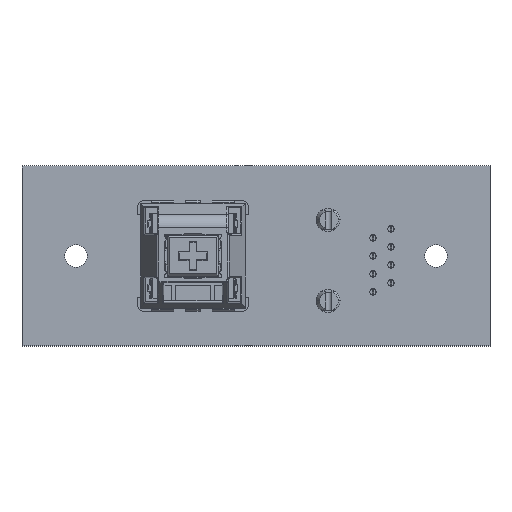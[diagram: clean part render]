
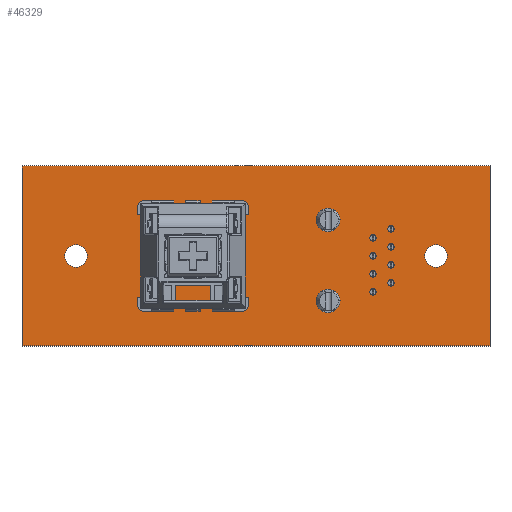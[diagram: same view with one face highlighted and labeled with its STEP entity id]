
A CAD part, top view. The second image highlights one B-rep face of the part: STEP entity #46329.
In plain terms, the highlighted planar face has unit normal (0, 0, 1).
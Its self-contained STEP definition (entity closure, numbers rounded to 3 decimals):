
#46030 = VERTEX_POINT('',#46031);
#46031 = CARTESIAN_POINT('',(185.42,-76.2,1.51));
#46037 = EDGE_CURVE('',#46030,#46038,#46040,.T.);
#46038 = VERTEX_POINT('',#46039);
#46039 = CARTESIAN_POINT('',(119.38,-76.2,1.51));
#46040 = LINE('',#46041,#46042);
#46041 = CARTESIAN_POINT('',(185.42,-76.2,1.51));
#46042 = VECTOR('',#46043,1.);
#46043 = DIRECTION('',(-1.,0.,0.));
#46070 = VERTEX_POINT('',#46071);
#46071 = CARTESIAN_POINT('',(185.42,-50.8,1.51));
#46077 = EDGE_CURVE('',#46070,#46030,#46078,.T.);
#46078 = LINE('',#46079,#46080);
#46079 = CARTESIAN_POINT('',(185.42,-50.8,1.51));
#46080 = VECTOR('',#46081,1.);
#46081 = DIRECTION('',(0.,-1.,0.));
#46099 = EDGE_CURVE('',#46038,#46100,#46102,.T.);
#46100 = VERTEX_POINT('',#46101);
#46101 = CARTESIAN_POINT('',(119.38,-50.8,1.51));
#46102 = LINE('',#46103,#46104);
#46103 = CARTESIAN_POINT('',(119.38,-76.2,1.51));
#46104 = VECTOR('',#46105,1.);
#46105 = DIRECTION('',(0.,1.,0.));
#46329 = ADVANCED_FACE('',(#46330,#46341,#46352,#46363,#46374,#46385,
    #46396,#46407,#46418,#46429,#46440,#46451,#46462,#46473,#46484,
    #46495,#46506,#46517),#46528,.T.);
#46330 = FACE_BOUND('',#46331,.T.);
#46331 = EDGE_LOOP('',(#46332,#46333,#46334,#46340));
#46332 = ORIENTED_EDGE('',*,*,#46037,.F.);
#46333 = ORIENTED_EDGE('',*,*,#46077,.F.);
#46334 = ORIENTED_EDGE('',*,*,#46335,.F.);
#46335 = EDGE_CURVE('',#46100,#46070,#46336,.T.);
#46336 = LINE('',#46337,#46338);
#46337 = CARTESIAN_POINT('',(119.38,-50.8,1.51));
#46338 = VECTOR('',#46339,1.);
#46339 = DIRECTION('',(1.,0.,0.));
#46340 = ORIENTED_EDGE('',*,*,#46099,.F.);
#46341 = FACE_BOUND('',#46342,.T.);
#46342 = EDGE_LOOP('',(#46343));
#46343 = ORIENTED_EDGE('',*,*,#46344,.T.);
#46344 = EDGE_CURVE('',#46345,#46345,#46347,.T.);
#46345 = VERTEX_POINT('',#46346);
#46346 = CARTESIAN_POINT('',(162.56,-71.5,1.51));
#46347 = CIRCLE('',#46348,1.65);
#46348 = AXIS2_PLACEMENT_3D('',#46349,#46350,#46351);
#46349 = CARTESIAN_POINT('',(162.56,-69.85,1.51));
#46350 = DIRECTION('',(-0.,0.,-1.));
#46351 = DIRECTION('',(-0.,-1.,0.));
#46352 = FACE_BOUND('',#46353,.T.);
#46353 = EDGE_LOOP('',(#46354));
#46354 = ORIENTED_EDGE('',*,*,#46355,.T.);
#46355 = EDGE_CURVE('',#46356,#46356,#46358,.T.);
#46356 = VERTEX_POINT('',#46357);
#46357 = CARTESIAN_POINT('',(168.91,-69.03,1.51));
#46358 = CIRCLE('',#46359,0.45);
#46359 = AXIS2_PLACEMENT_3D('',#46360,#46361,#46362);
#46360 = CARTESIAN_POINT('',(168.91,-68.58,1.51));
#46361 = DIRECTION('',(-0.,0.,-1.));
#46362 = DIRECTION('',(0.,-1.,0.));
#46363 = FACE_BOUND('',#46364,.T.);
#46364 = EDGE_LOOP('',(#46365));
#46365 = ORIENTED_EDGE('',*,*,#46366,.T.);
#46366 = EDGE_CURVE('',#46367,#46367,#46369,.T.);
#46367 = VERTEX_POINT('',#46368);
#46368 = CARTESIAN_POINT('',(171.45,-67.76,1.51));
#46369 = CIRCLE('',#46370,0.45);
#46370 = AXIS2_PLACEMENT_3D('',#46371,#46372,#46373);
#46371 = CARTESIAN_POINT('',(171.45,-67.31,1.51));
#46372 = DIRECTION('',(-0.,0.,-1.));
#46373 = DIRECTION('',(-0.,-1.,0.));
#46374 = FACE_BOUND('',#46375,.T.);
#46375 = EDGE_LOOP('',(#46376));
#46376 = ORIENTED_EDGE('',*,*,#46377,.T.);
#46377 = EDGE_CURVE('',#46378,#46378,#46380,.T.);
#46378 = VERTEX_POINT('',#46379);
#46379 = CARTESIAN_POINT('',(168.91,-66.49,1.51));
#46380 = CIRCLE('',#46381,0.45);
#46381 = AXIS2_PLACEMENT_3D('',#46382,#46383,#46384);
#46382 = CARTESIAN_POINT('',(168.91,-66.04,1.51));
#46383 = DIRECTION('',(-0.,0.,-1.));
#46384 = DIRECTION('',(0.,-1.,0.));
#46385 = FACE_BOUND('',#46386,.T.);
#46386 = EDGE_LOOP('',(#46387));
#46387 = ORIENTED_EDGE('',*,*,#46388,.T.);
#46388 = EDGE_CURVE('',#46389,#46389,#46391,.T.);
#46389 = VERTEX_POINT('',#46390);
#46390 = CARTESIAN_POINT('',(171.45,-65.22,1.51));
#46391 = CIRCLE('',#46392,0.45);
#46392 = AXIS2_PLACEMENT_3D('',#46393,#46394,#46395);
#46393 = CARTESIAN_POINT('',(171.45,-64.77,1.51));
#46394 = DIRECTION('',(-0.,0.,-1.));
#46395 = DIRECTION('',(-0.,-1.,0.));
#46396 = FACE_BOUND('',#46397,.T.);
#46397 = EDGE_LOOP('',(#46398));
#46398 = ORIENTED_EDGE('',*,*,#46399,.T.);
#46399 = EDGE_CURVE('',#46400,#46400,#46402,.T.);
#46400 = VERTEX_POINT('',#46401);
#46401 = CARTESIAN_POINT('',(127.,-65.1,1.51));
#46402 = CIRCLE('',#46403,1.6);
#46403 = AXIS2_PLACEMENT_3D('',#46404,#46405,#46406);
#46404 = CARTESIAN_POINT('',(127.,-63.5,1.51));
#46405 = DIRECTION('',(-0.,0.,-1.));
#46406 = DIRECTION('',(-0.,-1.,0.));
#46407 = FACE_BOUND('',#46408,.T.);
#46408 = EDGE_LOOP('',(#46409));
#46409 = ORIENTED_EDGE('',*,*,#46410,.T.);
#46410 = EDGE_CURVE('',#46411,#46411,#46413,.T.);
#46411 = VERTEX_POINT('',#46412);
#46412 = CARTESIAN_POINT('',(138.43,-64.375,1.51));
#46413 = CIRCLE('',#46414,0.875);
#46414 = AXIS2_PLACEMENT_3D('',#46415,#46416,#46417);
#46415 = CARTESIAN_POINT('',(138.43,-63.5,1.51));
#46416 = DIRECTION('',(-0.,0.,-1.));
#46417 = DIRECTION('',(-0.,-1.,0.));
#46418 = FACE_BOUND('',#46419,.T.);
#46419 = EDGE_LOOP('',(#46420));
#46420 = ORIENTED_EDGE('',*,*,#46421,.T.);
#46421 = EDGE_CURVE('',#46422,#46422,#46424,.T.);
#46422 = VERTEX_POINT('',#46423);
#46423 = CARTESIAN_POINT('',(143.51,-65.5,1.51));
#46424 = CIRCLE('',#46425,2.);
#46425 = AXIS2_PLACEMENT_3D('',#46426,#46427,#46428);
#46426 = CARTESIAN_POINT('',(143.51,-63.5,1.51));
#46427 = DIRECTION('',(-0.,0.,-1.));
#46428 = DIRECTION('',(-0.,-1.,0.));
#46429 = FACE_BOUND('',#46430,.T.);
#46430 = EDGE_LOOP('',(#46431));
#46431 = ORIENTED_EDGE('',*,*,#46432,.T.);
#46432 = EDGE_CURVE('',#46433,#46433,#46435,.T.);
#46433 = VERTEX_POINT('',#46434);
#46434 = CARTESIAN_POINT('',(148.59,-64.375,1.51));
#46435 = CIRCLE('',#46436,0.875);
#46436 = AXIS2_PLACEMENT_3D('',#46437,#46438,#46439);
#46437 = CARTESIAN_POINT('',(148.59,-63.5,1.51));
#46438 = DIRECTION('',(-0.,0.,-1.));
#46439 = DIRECTION('',(-0.,-1.,0.));
#46440 = FACE_BOUND('',#46441,.T.);
#46441 = EDGE_LOOP('',(#46442));
#46442 = ORIENTED_EDGE('',*,*,#46443,.T.);
#46443 = EDGE_CURVE('',#46444,#46444,#46446,.T.);
#46444 = VERTEX_POINT('',#46445);
#46445 = CARTESIAN_POINT('',(139.7,-61.71,1.51));
#46446 = CIRCLE('',#46447,0.75);
#46447 = AXIS2_PLACEMENT_3D('',#46448,#46449,#46450);
#46448 = CARTESIAN_POINT('',(139.7,-60.96,1.51));
#46449 = DIRECTION('',(-0.,0.,-1.));
#46450 = DIRECTION('',(-0.,-1.,0.));
#46451 = FACE_BOUND('',#46452,.T.);
#46452 = EDGE_LOOP('',(#46453));
#46453 = ORIENTED_EDGE('',*,*,#46454,.T.);
#46454 = EDGE_CURVE('',#46455,#46455,#46457,.T.);
#46455 = VERTEX_POINT('',#46456);
#46456 = CARTESIAN_POINT('',(146.05,-59.17,1.51));
#46457 = CIRCLE('',#46458,0.75);
#46458 = AXIS2_PLACEMENT_3D('',#46459,#46460,#46461);
#46459 = CARTESIAN_POINT('',(146.05,-58.42,1.51));
#46460 = DIRECTION('',(-0.,0.,-1.));
#46461 = DIRECTION('',(-0.,-1.,0.));
#46462 = FACE_BOUND('',#46463,.T.);
#46463 = EDGE_LOOP('',(#46464));
#46464 = ORIENTED_EDGE('',*,*,#46465,.T.);
#46465 = EDGE_CURVE('',#46466,#46466,#46468,.T.);
#46466 = VERTEX_POINT('',#46467);
#46467 = CARTESIAN_POINT('',(168.91,-63.95,1.51));
#46468 = CIRCLE('',#46469,0.45);
#46469 = AXIS2_PLACEMENT_3D('',#46470,#46471,#46472);
#46470 = CARTESIAN_POINT('',(168.91,-63.5,1.51));
#46471 = DIRECTION('',(-0.,0.,-1.));
#46472 = DIRECTION('',(0.,-1.,0.));
#46473 = FACE_BOUND('',#46474,.T.);
#46474 = EDGE_LOOP('',(#46475));
#46475 = ORIENTED_EDGE('',*,*,#46476,.T.);
#46476 = EDGE_CURVE('',#46477,#46477,#46479,.T.);
#46477 = VERTEX_POINT('',#46478);
#46478 = CARTESIAN_POINT('',(177.8,-65.1,1.51));
#46479 = CIRCLE('',#46480,1.6);
#46480 = AXIS2_PLACEMENT_3D('',#46481,#46482,#46483);
#46481 = CARTESIAN_POINT('',(177.8,-63.5,1.51));
#46482 = DIRECTION('',(-0.,0.,-1.));
#46483 = DIRECTION('',(-0.,-1.,0.));
#46484 = FACE_BOUND('',#46485,.T.);
#46485 = EDGE_LOOP('',(#46486));
#46486 = ORIENTED_EDGE('',*,*,#46487,.T.);
#46487 = EDGE_CURVE('',#46488,#46488,#46490,.T.);
#46488 = VERTEX_POINT('',#46489);
#46489 = CARTESIAN_POINT('',(171.45,-62.68,1.51));
#46490 = CIRCLE('',#46491,0.45);
#46491 = AXIS2_PLACEMENT_3D('',#46492,#46493,#46494);
#46492 = CARTESIAN_POINT('',(171.45,-62.23,1.51));
#46493 = DIRECTION('',(-0.,0.,-1.));
#46494 = DIRECTION('',(-0.,-1.,0.));
#46495 = FACE_BOUND('',#46496,.T.);
#46496 = EDGE_LOOP('',(#46497));
#46497 = ORIENTED_EDGE('',*,*,#46498,.T.);
#46498 = EDGE_CURVE('',#46499,#46499,#46501,.T.);
#46499 = VERTEX_POINT('',#46500);
#46500 = CARTESIAN_POINT('',(168.91,-61.41,1.51));
#46501 = CIRCLE('',#46502,0.45);
#46502 = AXIS2_PLACEMENT_3D('',#46503,#46504,#46505);
#46503 = CARTESIAN_POINT('',(168.91,-60.96,1.51));
#46504 = DIRECTION('',(-0.,0.,-1.));
#46505 = DIRECTION('',(0.,-1.,0.));
#46506 = FACE_BOUND('',#46507,.T.);
#46507 = EDGE_LOOP('',(#46508));
#46508 = ORIENTED_EDGE('',*,*,#46509,.T.);
#46509 = EDGE_CURVE('',#46510,#46510,#46512,.T.);
#46510 = VERTEX_POINT('',#46511);
#46511 = CARTESIAN_POINT('',(162.56,-60.07,1.51));
#46512 = CIRCLE('',#46513,1.65);
#46513 = AXIS2_PLACEMENT_3D('',#46514,#46515,#46516);
#46514 = CARTESIAN_POINT('',(162.56,-58.42,1.51));
#46515 = DIRECTION('',(-0.,0.,-1.));
#46516 = DIRECTION('',(-0.,-1.,0.));
#46517 = FACE_BOUND('',#46518,.T.);
#46518 = EDGE_LOOP('',(#46519));
#46519 = ORIENTED_EDGE('',*,*,#46520,.T.);
#46520 = EDGE_CURVE('',#46521,#46521,#46523,.T.);
#46521 = VERTEX_POINT('',#46522);
#46522 = CARTESIAN_POINT('',(171.45,-60.14,1.51));
#46523 = CIRCLE('',#46524,0.45);
#46524 = AXIS2_PLACEMENT_3D('',#46525,#46526,#46527);
#46525 = CARTESIAN_POINT('',(171.45,-59.69,1.51));
#46526 = DIRECTION('',(-0.,0.,-1.));
#46527 = DIRECTION('',(-0.,-1.,0.));
#46528 = PLANE('',#46529);
#46529 = AXIS2_PLACEMENT_3D('',#46530,#46531,#46532);
#46530 = CARTESIAN_POINT('',(0.,0.,1.51));
#46531 = DIRECTION('',(0.,0.,1.));
#46532 = DIRECTION('',(1.,0.,-0.));
